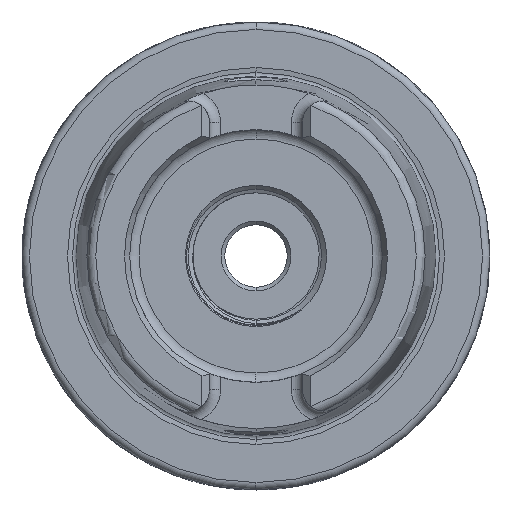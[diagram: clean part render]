
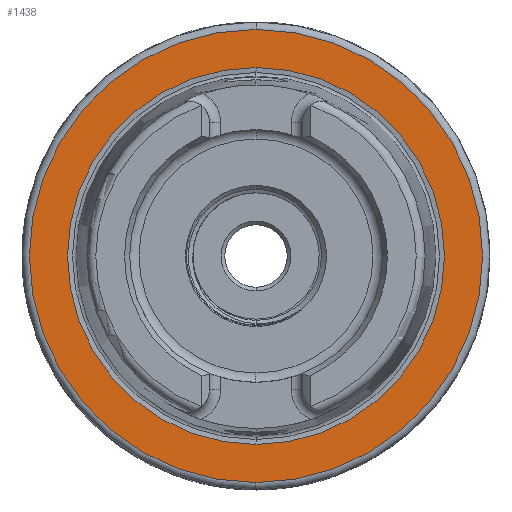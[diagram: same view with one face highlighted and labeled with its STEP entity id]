
A CAD part, left-side view. The second image highlights one B-rep face of the part: STEP entity #1438.
In plain terms, the highlighted planar face has unit normal (-1, 0, 0).
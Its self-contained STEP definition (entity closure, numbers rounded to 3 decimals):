
#1438 = ADVANCED_FACE ( 'NONE', ( #13360, #13361 ), #18502, .T. ) ;
#7583 = DIRECTION ( 'NONE',  ( -1., 0., 0. ) ) ;
#7588 = DIRECTION ( 'NONE',  ( 0., 0., 1. ) ) ;
#7589 = CARTESIAN_POINT ( 'NONE',  ( 0., 0., 0. ) ) ;
#8003 = CARTESIAN_POINT ( 'NONE',  ( 0., 0., 0. ) ) ;
#8019 = DIRECTION ( 'NONE',  ( 0., 0., -1. ) ) ;
#8051 = DIRECTION ( 'NONE',  ( 1., 0., 0. ) ) ;
#10988 = CARTESIAN_POINT ( 'NONE',  ( 0., 0., 0. ) ) ;
#10990 = DIRECTION ( 'NONE',  ( 0., 0., -1. ) ) ;
#11023 = DIRECTION ( 'NONE',  ( 1., 0., 0. ) ) ;
#11029 = CARTESIAN_POINT ( 'NONE',  ( 0., 0., 0. ) ) ;
#11047 = DIRECTION ( 'NONE',  ( 0., 0., 1. ) ) ;
#11058 = DIRECTION ( 'NONE',  ( -1., 0., 0. ) ) ;
#12120 = VERTEX_POINT ( 'NONE', #24311 ) ;
#12243 = ORIENTED_EDGE ( 'NONE', *, *, #14664, .T. ) ;
#12266 = ORIENTED_EDGE ( 'NONE', *, *, #15001, .T. ) ;
#12289 = ORIENTED_EDGE ( 'NONE', *, *, #14518, .T. ) ;
#12294 = ORIENTED_EDGE ( 'NONE', *, *, #14968, .T. ) ;
#12481 = VERTEX_POINT ( 'NONE', #24462 ) ;
#12482 = VERTEX_POINT ( 'NONE', #24475 ) ;
#12484 = VERTEX_POINT ( 'NONE', #24435 ) ;
#12660 = EDGE_LOOP ( 'NONE', ( #12266, #12289 ) ) ;
#12712 = EDGE_LOOP ( 'NONE', ( #12294, #12243 ) ) ;
#13360 = FACE_OUTER_BOUND ( 'NONE', #12660, .T. ) ;
#13361 = FACE_BOUND ( 'NONE', #12712, .T. ) ;
#14518 = EDGE_CURVE ( 'NONE', #12484, #12482, #17326, .T. ) ;
#14664 = EDGE_CURVE ( 'NONE', #12481, #12120, #17414, .T. ) ;
#14968 = EDGE_CURVE ( 'NONE', #12120, #12481, #17492, .T. ) ;
#15001 = EDGE_CURVE ( 'NONE', #12482, #12484, #17506, .T. ) ;
#17326 = CIRCLE ( 'NONE', #22548, 30.5 ) ;
#17414 = CIRCLE ( 'NONE', #22583, 25.369 ) ;
#17492 = CIRCLE ( 'NONE', #22577, 25.369 ) ;
#17506 = CIRCLE ( 'NONE', #22608, 30.5 ) ;
#18461 = DIRECTION ( 'NONE',  ( 0., 0., 1. ) ) ;
#18476 = DIRECTION ( 'NONE',  ( -1., 0., 0. ) ) ;
#18493 = CARTESIAN_POINT ( 'NONE',  ( 0., 25.369, 0. ) ) ;
#18502 = PLANE ( 'NONE',  #23076 ) ;
#22548 = AXIS2_PLACEMENT_3D ( 'NONE', #7589, #7583, #7588 ) ;
#22577 = AXIS2_PLACEMENT_3D ( 'NONE', #10988, #11023, #10990 ) ;
#22583 = AXIS2_PLACEMENT_3D ( 'NONE', #8003, #8051, #8019 ) ;
#22608 = AXIS2_PLACEMENT_3D ( 'NONE', #11029, #11058, #11047 ) ;
#23076 = AXIS2_PLACEMENT_3D ( 'NONE', #18493, #18476, #18461 ) ;
#24311 = CARTESIAN_POINT ( 'NONE',  ( 0., 0., 25.369 ) ) ;
#24435 = CARTESIAN_POINT ( 'NONE',  ( 0., 0., -30.5 ) ) ;
#24462 = CARTESIAN_POINT ( 'NONE',  ( 0., 0., -25.369 ) ) ;
#24475 = CARTESIAN_POINT ( 'NONE',  ( 0., 0., 30.5 ) ) ;
